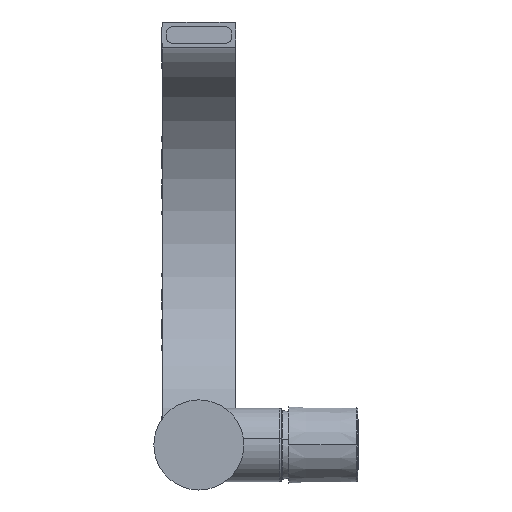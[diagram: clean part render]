
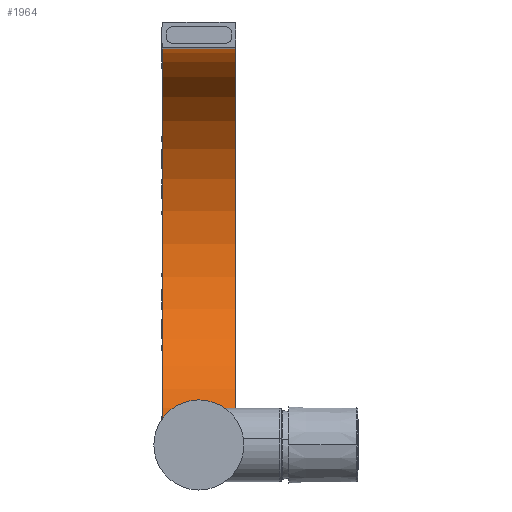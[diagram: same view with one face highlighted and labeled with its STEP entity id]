
A CAD part, front view. The second image highlights one B-rep face of the part: STEP entity #1964.
In plain terms, the highlighted cylindrical face has radius 94 mm (diameter 188 mm), a partial arc.
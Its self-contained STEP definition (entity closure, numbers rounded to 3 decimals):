
#112 = LINE ( 'NONE', #4265, #802 ) ;
#124 = EDGE_CURVE ( 'NONE', #211, #3270, #887, .T. ) ;
#137 = DIRECTION ( 'NONE',  ( 1., 0., 0. ) ) ;
#211 = VERTEX_POINT ( 'NONE', #630 ) ;
#250 = CARTESIAN_POINT ( 'NONE',  ( 17.888, 113., 6. ) ) ;
#251 = VECTOR ( 'NONE', #1980, 1000. ) ;
#470 = CYLINDRICAL_SURFACE ( 'NONE', #4335, 94. ) ;
#567 = EDGE_CURVE ( 'NONE', #211, #2854, #1193, .T. ) ;
#630 = CARTESIAN_POINT ( 'NONE',  ( -17.888, 113., 6. ) ) ;
#696 = ORIENTED_EDGE ( 'NONE', *, *, #1850, .F. ) ;
#752 = CARTESIAN_POINT ( 'NONE',  ( 17.888, 113., 100. ) ) ;
#802 = VECTOR ( 'NONE', #2875, 1000. ) ;
#838 = CARTESIAN_POINT ( 'NONE',  ( 17.888, 116.281, 193.943 ) ) ;
#887 = LINE ( 'NONE', #2367, #251 ) ;
#1193 = CIRCLE ( 'NONE', #4072, 94. ) ;
#1501 = ORIENTED_EDGE ( 'NONE', *, *, #567, .F. ) ;
#1516 = CARTESIAN_POINT ( 'NONE',  ( 0., 113., 100. ) ) ;
#1700 = DIRECTION ( 'NONE',  ( 1., 0., 0. ) ) ;
#1850 = EDGE_CURVE ( 'NONE', #2854, #1926, #112, .T. ) ;
#1926 = VERTEX_POINT ( 'NONE', #838 ) ;
#1964 = ADVANCED_FACE ( 'NONE', ( #4245 ), #470, .F. ) ;
#1974 = ORIENTED_EDGE ( 'NONE', *, *, #3104, .T. ) ;
#1980 = DIRECTION ( 'NONE',  ( 1., 0., 0. ) ) ;
#2088 = DIRECTION ( 'NONE',  ( 0., 0., -1. ) ) ;
#2367 = CARTESIAN_POINT ( 'NONE',  ( -17.888, 113., 6. ) ) ;
#2692 = EDGE_LOOP ( 'NONE', ( #3332, #1974, #696, #1501 ) ) ;
#2854 = VERTEX_POINT ( 'NONE', #3705 ) ;
#2875 = DIRECTION ( 'NONE',  ( 1., 0., 0. ) ) ;
#2897 = DIRECTION ( 'NONE',  ( 0., 0., -1. ) ) ;
#3071 = DIRECTION ( 'NONE',  ( 0., 0., -1. ) ) ;
#3104 = EDGE_CURVE ( 'NONE', #3270, #1926, #3275, .T. ) ;
#3270 = VERTEX_POINT ( 'NONE', #250 ) ;
#3275 = CIRCLE ( 'NONE', #3625, 94. ) ;
#3332 = ORIENTED_EDGE ( 'NONE', *, *, #124, .T. ) ;
#3625 = AXIS2_PLACEMENT_3D ( 'NONE', #752, #1700, #3071 ) ;
#3705 = CARTESIAN_POINT ( 'NONE',  ( -17.888, 116.281, 193.943 ) ) ;
#3790 = DIRECTION ( 'NONE',  ( 1., 0., 0. ) ) ;
#4072 = AXIS2_PLACEMENT_3D ( 'NONE', #4134, #3790, #2088 ) ;
#4134 = CARTESIAN_POINT ( 'NONE',  ( -17.888, 113., 100. ) ) ;
#4245 = FACE_OUTER_BOUND ( 'NONE', #2692, .T. ) ;
#4265 = CARTESIAN_POINT ( 'NONE',  ( -17.888, 116.281, 193.943 ) ) ;
#4335 = AXIS2_PLACEMENT_3D ( 'NONE', #1516, #137, #2897 ) ;
